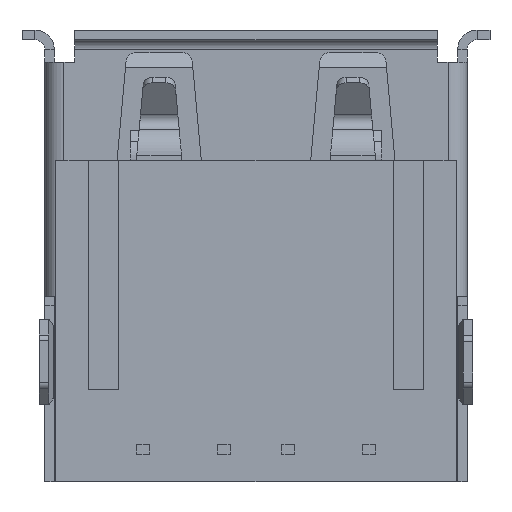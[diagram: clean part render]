
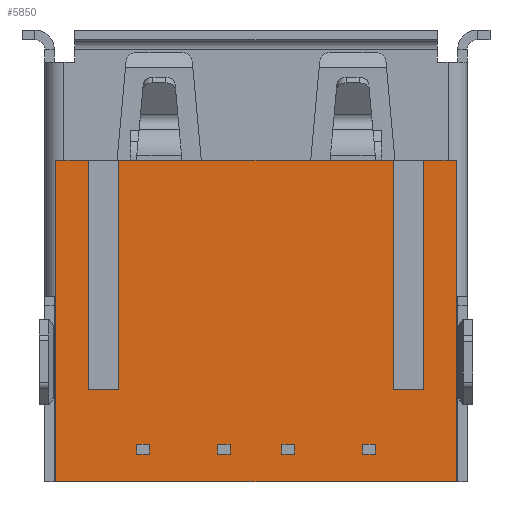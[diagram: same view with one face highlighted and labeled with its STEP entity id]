
A CAD part, front view. The second image highlights one B-rep face of the part: STEP entity #5850.
In plain terms, the highlighted planar face has unit normal (0, -1, 0).
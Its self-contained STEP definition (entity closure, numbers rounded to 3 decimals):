
#45=DIRECTION('',(1.,0.,0.));
#46=VECTOR('',#45,12.4);
#47=CARTESIAN_POINT('',(-6.2,-3.135,0.));
#48=LINE('3932',#47,#46);
#241=DIRECTION('',(1.,0.,0.));
#242=VECTOR('',#241,0.95);
#243=CARTESIAN_POINT('',(-5.2,-3.135,2.86));
#244=LINE('3951',#243,#242);
#245=DIRECTION('',(0.,0.,-1.));
#246=VECTOR('',#245,7.1);
#247=CARTESIAN_POINT('',(-4.25,-3.135,9.96));
#248=LINE('3956',#247,#246);
#249=DIRECTION('',(-1.,0.,0.));
#250=VECTOR('',#249,8.5);
#251=CARTESIAN_POINT('',(4.25,-3.135,9.96));
#252=LINE('3958',#251,#250);
#253=DIRECTION('',(0.,0.,-1.));
#254=VECTOR('',#253,7.1);
#255=CARTESIAN_POINT('',(4.25,-3.135,9.96));
#256=LINE('3953',#255,#254);
#257=DIRECTION('',(1.,0.,0.));
#258=VECTOR('',#257,0.95);
#259=CARTESIAN_POINT('',(4.25,-3.135,2.86));
#260=LINE('3952',#259,#258);
#261=DIRECTION('',(0.,0.,-1.));
#262=VECTOR('',#261,7.1);
#263=CARTESIAN_POINT('',(5.2,-3.135,9.96));
#264=LINE('3954',#263,#262);
#265=DIRECTION('',(-1.,0.,0.));
#266=VECTOR('',#265,1.);
#267=CARTESIAN_POINT('',(6.2,-3.135,9.96));
#268=LINE('3957',#267,#266);
#269=DIRECTION('',(0.,0.,-1.));
#270=VECTOR('',#269,9.96);
#271=CARTESIAN_POINT('',(6.2,-3.135,9.96));
#272=LINE('3941',#271,#270);
#273=DIRECTION('',(-1.,0.,0.));
#274=VECTOR('',#273,1.);
#275=CARTESIAN_POINT('',(-5.2,-3.135,9.96));
#276=LINE('3959',#275,#274);
#277=DIRECTION('',(0.,0.,-1.));
#278=VECTOR('',#277,7.1);
#279=CARTESIAN_POINT('',(-5.2,-3.135,9.96));
#280=LINE('3955',#279,#278);
#281=DIRECTION('',(-1.,0.,0.));
#282=VECTOR('',#281,0.4);
#283=CARTESIAN_POINT('',(3.7,-3.135,1.163));
#284=LINE('4075',#283,#282);
#285=DIRECTION('',(0.,0.,-1.));
#286=VECTOR('',#285,0.305);
#287=CARTESIAN_POINT('',(3.3,-3.135,1.163));
#288=LINE('4076',#287,#286);
#289=DIRECTION('',(1.,0.,0.));
#290=VECTOR('',#289,0.4);
#291=CARTESIAN_POINT('',(3.3,-3.135,0.858));
#292=LINE('4077',#291,#290);
#293=DIRECTION('',(0.,0.,1.));
#294=VECTOR('',#293,0.305);
#295=CARTESIAN_POINT('',(3.7,-3.135,0.858));
#296=LINE('4078',#295,#294);
#297=DIRECTION('',(-1.,0.,0.));
#298=VECTOR('',#297,0.4);
#299=CARTESIAN_POINT('',(1.2,-3.135,1.163));
#300=LINE('4079',#299,#298);
#301=DIRECTION('',(0.,0.,-1.));
#302=VECTOR('',#301,0.305);
#303=CARTESIAN_POINT('',(0.8,-3.135,1.163));
#304=LINE('4080',#303,#302);
#305=DIRECTION('',(1.,0.,0.));
#306=VECTOR('',#305,0.4);
#307=CARTESIAN_POINT('',(0.8,-3.135,0.858));
#308=LINE('4081',#307,#306);
#309=DIRECTION('',(0.,0.,1.));
#310=VECTOR('',#309,0.305);
#311=CARTESIAN_POINT('',(1.2,-3.135,0.858));
#312=LINE('4082',#311,#310);
#313=DIRECTION('',(0.,0.,-1.));
#314=VECTOR('',#313,0.305);
#315=CARTESIAN_POINT('',(-3.7,-3.135,1.163));
#316=LINE('4083',#315,#314);
#317=DIRECTION('',(1.,0.,0.));
#318=VECTOR('',#317,0.4);
#319=CARTESIAN_POINT('',(-3.7,-3.135,0.858));
#320=LINE('4084',#319,#318);
#321=DIRECTION('',(0.,0.,1.));
#322=VECTOR('',#321,0.305);
#323=CARTESIAN_POINT('',(-3.3,-3.135,0.858));
#324=LINE('4085',#323,#322);
#325=DIRECTION('',(-1.,0.,0.));
#326=VECTOR('',#325,0.4);
#327=CARTESIAN_POINT('',(-3.3,-3.135,1.163));
#328=LINE('4086',#327,#326);
#329=DIRECTION('',(0.,0.,-1.));
#330=VECTOR('',#329,0.305);
#331=CARTESIAN_POINT('',(-1.2,-3.135,1.163));
#332=LINE('4087',#331,#330);
#333=DIRECTION('',(1.,0.,0.));
#334=VECTOR('',#333,0.4);
#335=CARTESIAN_POINT('',(-1.2,-3.135,0.858));
#336=LINE('4088',#335,#334);
#337=DIRECTION('',(0.,0.,1.));
#338=VECTOR('',#337,0.305);
#339=CARTESIAN_POINT('',(-0.8,-3.135,0.858));
#340=LINE('4089',#339,#338);
#341=DIRECTION('',(-1.,0.,0.));
#342=VECTOR('',#341,0.4);
#343=CARTESIAN_POINT('',(-0.8,-3.135,1.163));
#344=LINE('4090',#343,#342);
#4159=DIRECTION('',(0.,0.,-1.));
#4160=VECTOR('',#4159,9.96);
#4161=CARTESIAN_POINT('',(-6.2,-3.135,9.96));
#4162=LINE('3942',#4161,#4160);
#4367=CARTESIAN_POINT('',(-6.2,-3.135,0.));
#4368=CARTESIAN_POINT('',(6.2,-3.135,0.));
#4369=VERTEX_POINT('',#4367);
#4370=VERTEX_POINT('',#4368);
#4377=CARTESIAN_POINT('',(6.2,-3.135,9.96));
#4378=VERTEX_POINT('',#4377);
#4385=CARTESIAN_POINT('',(-6.2,-3.135,9.96));
#4386=VERTEX_POINT('',#4385);
#4407=CARTESIAN_POINT('',(-5.2,-3.135,2.86));
#4408=CARTESIAN_POINT('',(-4.25,-3.135,2.86));
#4409=VERTEX_POINT('',#4407);
#4410=VERTEX_POINT('',#4408);
#4411=CARTESIAN_POINT('',(4.25,-3.135,2.86));
#4412=CARTESIAN_POINT('',(5.2,-3.135,2.86));
#4413=VERTEX_POINT('',#4411);
#4414=VERTEX_POINT('',#4412);
#4415=CARTESIAN_POINT('',(4.25,-3.135,9.96));
#4416=VERTEX_POINT('',#4415);
#4417=CARTESIAN_POINT('',(5.2,-3.135,9.96));
#4418=VERTEX_POINT('',#4417);
#4419=CARTESIAN_POINT('',(-5.2,-3.135,9.96));
#4420=VERTEX_POINT('',#4419);
#4421=CARTESIAN_POINT('',(-4.25,-3.135,9.96));
#4422=VERTEX_POINT('',#4421);
#4567=CARTESIAN_POINT('',(3.7,-3.135,1.163));
#4568=CARTESIAN_POINT('',(3.3,-3.135,1.163));
#4569=VERTEX_POINT('',#4567);
#4570=VERTEX_POINT('',#4568);
#4571=CARTESIAN_POINT('',(3.3,-3.135,0.858));
#4572=VERTEX_POINT('',#4571);
#4573=CARTESIAN_POINT('',(3.7,-3.135,0.858));
#4574=VERTEX_POINT('',#4573);
#4575=CARTESIAN_POINT('',(1.2,-3.135,1.163));
#4576=CARTESIAN_POINT('',(0.8,-3.135,1.163));
#4577=VERTEX_POINT('',#4575);
#4578=VERTEX_POINT('',#4576);
#4579=CARTESIAN_POINT('',(0.8,-3.135,0.858));
#4580=VERTEX_POINT('',#4579);
#4581=CARTESIAN_POINT('',(1.2,-3.135,0.858));
#4582=VERTEX_POINT('',#4581);
#4583=CARTESIAN_POINT('',(-3.7,-3.135,1.163));
#4584=CARTESIAN_POINT('',(-3.7,-3.135,0.858));
#4585=VERTEX_POINT('',#4583);
#4586=VERTEX_POINT('',#4584);
#4587=CARTESIAN_POINT('',(-3.3,-3.135,0.858));
#4588=VERTEX_POINT('',#4587);
#4589=CARTESIAN_POINT('',(-3.3,-3.135,1.163));
#4590=VERTEX_POINT('',#4589);
#4591=CARTESIAN_POINT('',(-1.2,-3.135,1.163));
#4592=CARTESIAN_POINT('',(-1.2,-3.135,0.858));
#4593=VERTEX_POINT('',#4591);
#4594=VERTEX_POINT('',#4592);
#4595=CARTESIAN_POINT('',(-0.8,-3.135,0.858));
#4596=VERTEX_POINT('',#4595);
#4597=CARTESIAN_POINT('',(-0.8,-3.135,1.163));
#4598=VERTEX_POINT('',#4597);
#5781=CARTESIAN_POINT('',(-6.2,-3.135,0.));
#5782=DIRECTION('',(0.,-1.,0.));
#5783=DIRECTION('',(1.,0.,0.));
#5784=AXIS2_PLACEMENT_3D('',#5781,#5782,#5783);
#5785=PLANE('3578',#5784);
#5787=ORIENTED_EDGE('3951',*,*,#5786,.T.);
#5789=ORIENTED_EDGE('3956',*,*,#5788,.F.);
#5791=ORIENTED_EDGE('3958',*,*,#5790,.F.);
#5793=ORIENTED_EDGE('3953',*,*,#5792,.T.);
#5795=ORIENTED_EDGE('3952',*,*,#5794,.T.);
#5797=ORIENTED_EDGE('3954',*,*,#5796,.F.);
#5799=ORIENTED_EDGE('3957',*,*,#5798,.F.);
#5800=ORIENTED_EDGE('3941',*,*,#5714,.T.);
#5801=ORIENTED_EDGE('3932',*,*,#5565,.F.);
#5803=ORIENTED_EDGE('3942',*,*,#5802,.F.);
#5805=ORIENTED_EDGE('3959',*,*,#5804,.F.);
#5807=ORIENTED_EDGE('3955',*,*,#5806,.T.);
#5808=EDGE_LOOP('3578',(#5787,#5789,#5791,#5793,#5795,#5797,#5799,#5800,#5801,
#5803,#5805,#5807));
#5809=FACE_OUTER_BOUND('3578',#5808,.F.);
#5811=ORIENTED_EDGE('4075',*,*,#5810,.T.);
#5813=ORIENTED_EDGE('4076',*,*,#5812,.T.);
#5815=ORIENTED_EDGE('4077',*,*,#5814,.T.);
#5817=ORIENTED_EDGE('4078',*,*,#5816,.T.);
#5818=EDGE_LOOP('3578',(#5811,#5813,#5815,#5817));
#5819=FACE_BOUND('3578',#5818,.F.);
#5821=ORIENTED_EDGE('4079',*,*,#5820,.T.);
#5823=ORIENTED_EDGE('4080',*,*,#5822,.T.);
#5825=ORIENTED_EDGE('4081',*,*,#5824,.T.);
#5827=ORIENTED_EDGE('4082',*,*,#5826,.T.);
#5828=EDGE_LOOP('3578',(#5821,#5823,#5825,#5827));
#5829=FACE_BOUND('3578',#5828,.F.);
#5831=ORIENTED_EDGE('4083',*,*,#5830,.T.);
#5833=ORIENTED_EDGE('4084',*,*,#5832,.T.);
#5835=ORIENTED_EDGE('4085',*,*,#5834,.T.);
#5837=ORIENTED_EDGE('4086',*,*,#5836,.T.);
#5838=EDGE_LOOP('3578',(#5831,#5833,#5835,#5837));
#5839=FACE_BOUND('3578',#5838,.F.);
#5841=ORIENTED_EDGE('4087',*,*,#5840,.T.);
#5843=ORIENTED_EDGE('4088',*,*,#5842,.T.);
#5845=ORIENTED_EDGE('4089',*,*,#5844,.T.);
#5847=ORIENTED_EDGE('4090',*,*,#5846,.T.);
#5848=EDGE_LOOP('3578',(#5841,#5843,#5845,#5847));
#5849=FACE_BOUND('3578',#5848,.F.);
#5850=ADVANCED_FACE('3578',(#5809,#5819,#5829,#5839,#5849),#5785,.T.);
#5565=EDGE_CURVE('3932',#4369,#4370,#48,.T.);
#5714=EDGE_CURVE('3941',#4378,#4370,#272,.T.);
#5786=EDGE_CURVE('3951',#4409,#4410,#244,.T.);
#5788=EDGE_CURVE('3956',#4422,#4410,#248,.T.);
#5790=EDGE_CURVE('3958',#4416,#4422,#252,.T.);
#5792=EDGE_CURVE('3953',#4416,#4413,#256,.T.);
#5794=EDGE_CURVE('3952',#4413,#4414,#260,.T.);
#5796=EDGE_CURVE('3954',#4418,#4414,#264,.T.);
#5798=EDGE_CURVE('3957',#4378,#4418,#268,.T.);
#5802=EDGE_CURVE('3942',#4386,#4369,#4162,.T.);
#5804=EDGE_CURVE('3959',#4420,#4386,#276,.T.);
#5806=EDGE_CURVE('3955',#4420,#4409,#280,.T.);
#5810=EDGE_CURVE('4075',#4569,#4570,#284,.T.);
#5812=EDGE_CURVE('4076',#4570,#4572,#288,.T.);
#5814=EDGE_CURVE('4077',#4572,#4574,#292,.T.);
#5816=EDGE_CURVE('4078',#4574,#4569,#296,.T.);
#5820=EDGE_CURVE('4079',#4577,#4578,#300,.T.);
#5822=EDGE_CURVE('4080',#4578,#4580,#304,.T.);
#5824=EDGE_CURVE('4081',#4580,#4582,#308,.T.);
#5826=EDGE_CURVE('4082',#4582,#4577,#312,.T.);
#5830=EDGE_CURVE('4083',#4585,#4586,#316,.T.);
#5832=EDGE_CURVE('4084',#4586,#4588,#320,.T.);
#5834=EDGE_CURVE('4085',#4588,#4590,#324,.T.);
#5836=EDGE_CURVE('4086',#4590,#4585,#328,.T.);
#5840=EDGE_CURVE('4087',#4593,#4594,#332,.T.);
#5842=EDGE_CURVE('4088',#4594,#4596,#336,.T.);
#5844=EDGE_CURVE('4089',#4596,#4598,#340,.T.);
#5846=EDGE_CURVE('4090',#4598,#4593,#344,.T.);
